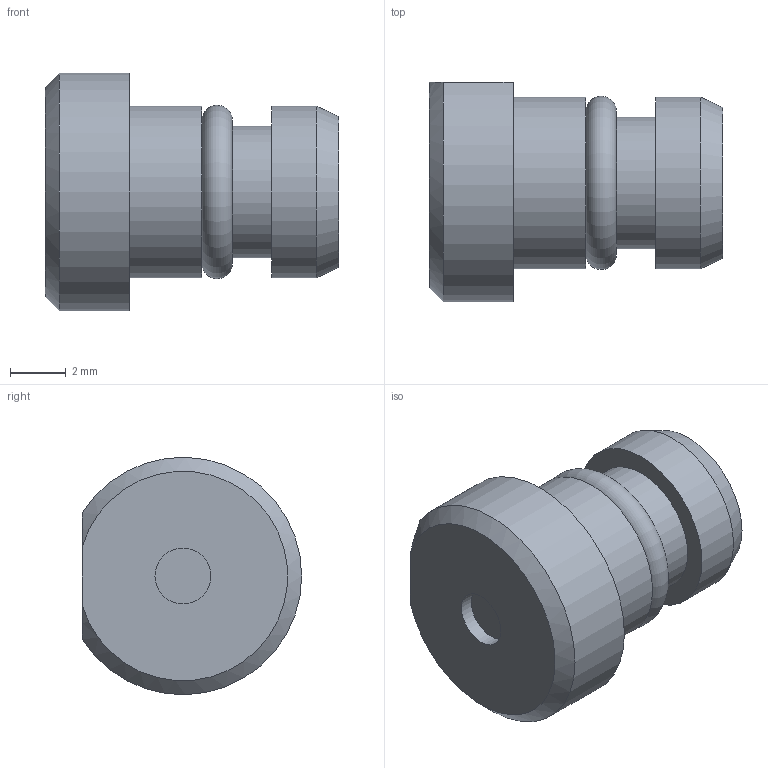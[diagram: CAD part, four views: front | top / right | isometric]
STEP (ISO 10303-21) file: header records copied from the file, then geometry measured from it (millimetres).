
FILE_DESCRIPTION(/* description */ ('Unknown'),/* implementation_level */ '2;1');
FILE_NAME(/* name */ '040004720_Dosierdüse_2,0',/* time_stamp */ '2022-12-12T08:29:31+01:00',/* author */ ('Unknown'),/* organization */ ('Unknown'),/* preprocessor_version */ 'ST-DEVELOPER v18.102',/* originating_system */ 'Solid Edge',/* authorisation */ 'Unknown');
FILE_SCHEMA (('AUTOMOTIVE_DESIGN {1 0 10303 214 3 1 1}'));
Length unit declared in the file: millimetre
Products named in the file (1): Part4
Bounding box: 10.5 x 7.85 x 8.5 mm (x, y, z)
Volume: 353 mm3; surface area: 371.7 mm2
Topology: 1 solids, 1 shells, 37 faces, 79 edges, 53 vertices
Faces by surface type: plane 20, cylinder 6, bspline 6, cone 4, torus 1
Full cylindrical faces by diameter (mm): 2 x1, 4.7 x2, 6.15 x2
Entity records: 1545 total; most frequent: CARTESIAN_POINT 591, ORIENTED_EDGE 126, DIRECTION 114, EDGE_CURVE 63, EDGE_LOOP 57, FACE_BOUND 57, AXIS2_PLACEMENT_3D 49, VERTEX_POINT 48
